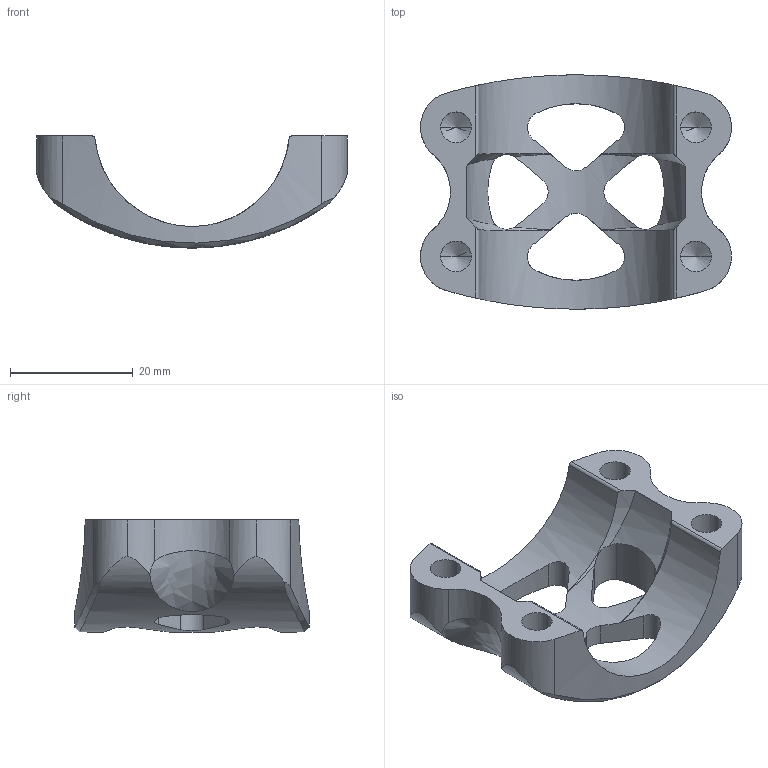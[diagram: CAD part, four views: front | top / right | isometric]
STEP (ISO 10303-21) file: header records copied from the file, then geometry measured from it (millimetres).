
FILE_DESCRIPTION (( 'STEP AP214' ), '1' );
FILE_NAME ('SP0001.STEP', '2025-04-23T16:18:46', ( '' ), ( '' ), 'SwSTEP 2.0', 'SolidWorks 2023', '' );
FILE_SCHEMA (( 'AUTOMOTIVE_DESIGN' ));
Length unit declared in the file: millimetre
Products named in the file (1): SP0001
Bounding box: 50.58 x 38.1 x 18.24 mm (x, y, z)
Volume: 9433 mm3; surface area: 5962.1 mm2
Topology: 1 solids, 1 shells, 83 faces, 247 edges, 158 vertices
Faces by surface type: cylinder 53, plane 14, cone 12, bspline 4
Entity records: 4873 total; most frequent: CARTESIAN_POINT 2901, ORIENTED_EDGE 478, DIRECTION 315, EDGE_CURVE 239, VERTEX_POINT 158, AXIS2_PLACEMENT_3D 121, B_SPLINE_CURVE_WITH_KNOTS 101, EDGE_LOOP 91
